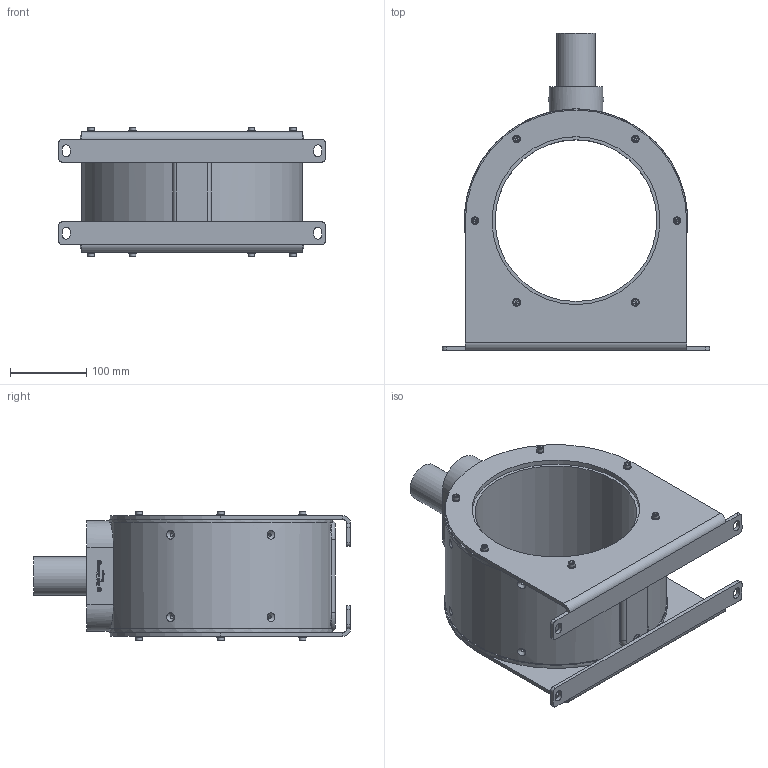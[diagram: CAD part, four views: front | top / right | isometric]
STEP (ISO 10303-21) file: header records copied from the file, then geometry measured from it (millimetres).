
FILE_DESCRIPTION (( 'STEP AP214' ), '1' );
FILE_NAME ('P-212-530-rev-A-MF.STEP', '2025-06-16T09:05:12', ( '' ), ( '' ), 'SwSTEP 2.0', 'SolidWorks 2024', '' );
FILE_SCHEMA (( 'AUTOMOTIVE_DESIGN' ));
Length unit declared in the file: millimetre
Products named in the file (1): P-212-530-rev-A-MF
Bounding box: 350 x 415.45 x 170.06 mm (x, y, z)
Volume: 5564645.4 mm3; surface area: 458658 mm2
Topology: 1 solids, 3 shells, 893 faces, 2287 edges, 1483 vertices
Faces by surface type: plane 545, bspline 198, cylinder 92, cone 38, torus 16, sphere 4
Full cylindrical faces by diameter (mm): 4.2 x8, 5 x2, 5.3 x2, 5.7 x4, 8.5 x18, 9.64 x2, 10 x12, 50 x1, 212 x1, 220 x2
Entity records: 45628 total; most frequent: CARTESIAN_POINT 16304, ORIENTED_EDGE 4212, DIRECTION 3366, EDGE_CURVE 2106, VERTEX_POINT 1406, LINE 1366, VECTOR 1366, EDGE_LOOP 1094
